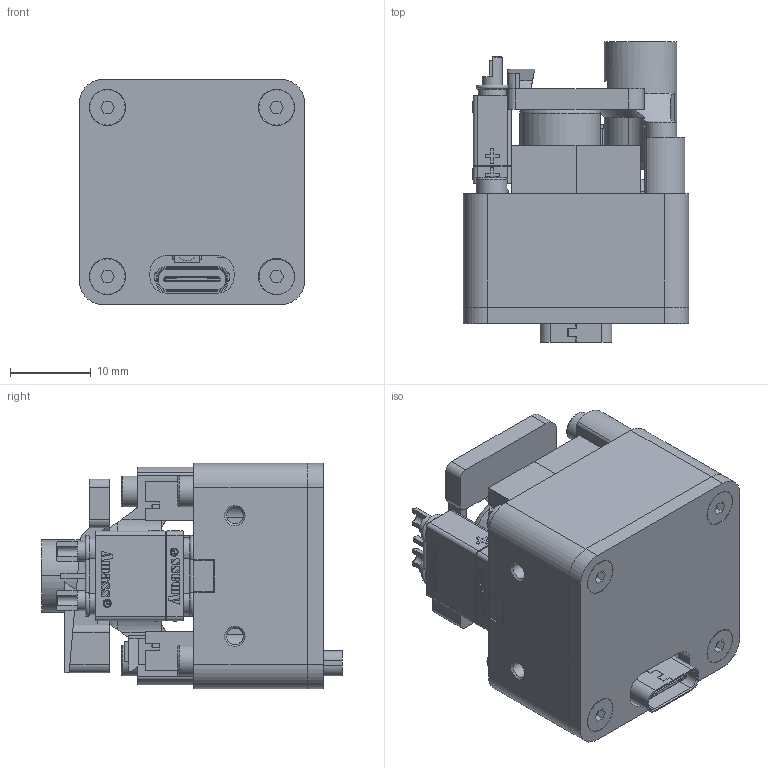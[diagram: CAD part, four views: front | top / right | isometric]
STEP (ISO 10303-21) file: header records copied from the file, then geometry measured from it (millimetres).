
FILE_DESCRIPTION(/* description */ (''),/* implementation_level */ '2;1');
FILE_NAME(/* name */ '主控器.stp',/* time_stamp */ '2023-05-22T18:08:39+08:00',/* author */ ('13326471722'),/* organization */ (''),/* preprocessor_version */ 'ST-DEVELOPER v18.1',/* originating_system */ 'Autodesk Inventor 2021',/* authorisation */ '');
FILE_SCHEMA (('AUTOMOTIVE_DESIGN { 1 0 10303 214 3 1 1 }'));
Products named in the file (24): 0017_ASM; 001_ASM; PCB000; PH2-3; PCB0002; SH1-7; ICS3010001_ASM; ICS3010002; ICS3010004; ICS3010006; ICS3010007; ICS30100; ICS30100_1; 001_2; 002; M2000; 0021; 0022; GB2673-M2X10-8_8; 0023; GB70_1-M2X6-8_8; GB70_1-M2X12-8_8; GB70_2-M3X6-12_9; PH2-0
Assembly tree (36 placements, depth 4):
  0017_ASM
    001_ASM
      PCB000
      PH2-3  x4
      PCB0002
      SH1-7
      ICS3010001_ASM
        ICS3010002
        ICS30100  x2
        ICS3010004
        ICS3010006
        ICS3010007
        ICS30100_1  x2
      001_2
    002
    M2000  x4
    0021
    0022
    GB2673-M2X10-8_8  x4
    0023
    GB70_1-M2X6-8_8  x2
    GB70_1-M2X12-8_8  x2
    GB70_2-M3X6-12_9
    PH2-0
Bounding box: 28 x 37.35 x 28 mm (x, y, z)
Volume: 10088.8 mm3; surface area: 17681.3 mm2
Topology: 36 solids, 36 shells, 5319 faces, 13995 edges, 8823 vertices
Faces by surface type: plane 3521, cylinder 1023, bspline 447, sphere 173, torus 86, cone 69
Full cylindrical faces by diameter (mm): 0.7 x6, 0.8 x12, 0.9 x1, 1 x12, 1.6 x4, 2 x32, 2.05 x2, 2.3 x2, 2.4 x1, 2.5 x17, 2.7 x2, 3 x5, 3.8 x4, 4 x2, 4.1 x2, 4.5 x8, 5.56 x1, 6 x2, 10 x1
Entity records: 176224 total; most frequent: CARTESIAN_POINT 53013, ORIENTED_EDGE 25760, DIRECTION 23207, EDGE_CURVE 12880, LINE 9649, VECTOR 9649, VERTEX_POINT 8225, AXIS2_PLACEMENT_3D 6779
